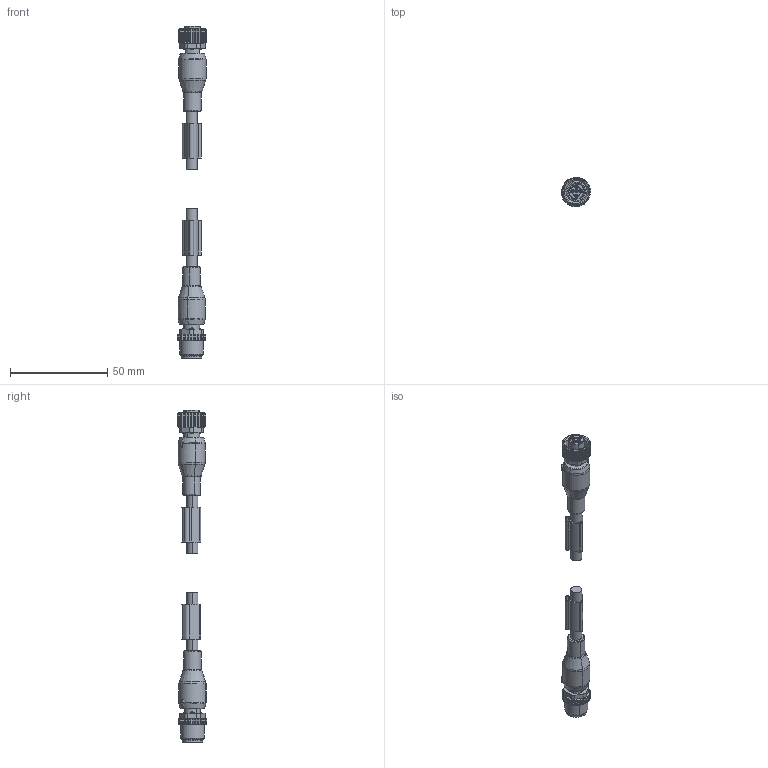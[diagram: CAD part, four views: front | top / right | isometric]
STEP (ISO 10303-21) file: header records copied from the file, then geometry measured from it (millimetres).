
FILE_DESCRIPTION(('CATIA V5 STEP Exchange','CAx-IF Rec.Pracs.--- Model Styling and Organization---1.4--- 2014-01-23'),'2;1');
FILE_NAME ('026585-3_0', '2022-02-15T13:56:21+00:00', ('none'), ('Weidmueller'), 'CATIA Version 5-6 Release 2016 SP3 HF44', 'CATIA V5 STEP AP214', 'none');
FILE_SCHEMA(('AUTOMOTIVE_DESIGN { 1 0 10303 214 1 1 1 1 }'));
Length unit declared in the file: millimetre
Products named in the file (1): 1925321000
Bounding box: 15 x 15 x 171 mm (x, y, z)
Volume: 12125.2 mm3; surface area: 12635 mm2
Topology: 31 solids, 31 shells, 1426 faces, 3511 edges, 2195 vertices
Faces by surface type: plane 539, cylinder 465, cone 210, torus 176, bspline 20, sphere 12, revolution 4
Entity records: 40673 total; most frequent: CARTESIAN_POINT 10651, ORIENTED_EDGE 6938, DIRECTION 4612, EDGE_CURVE 3469, AXIS2_PLACEMENT_3D 2302, VERTEX_POINT 2195, EDGE_LOOP 1570, ADVANCED_FACE 1426
